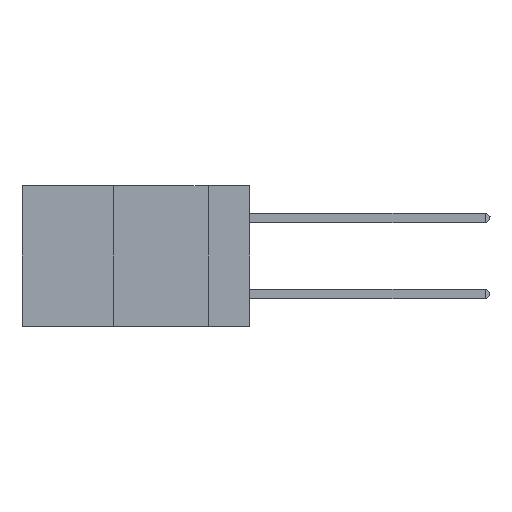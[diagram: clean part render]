
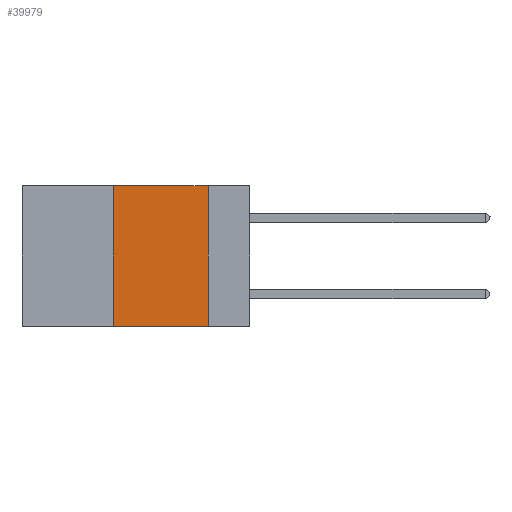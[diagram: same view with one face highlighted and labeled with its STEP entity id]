
A CAD part, left-side view. The second image highlights one B-rep face of the part: STEP entity #39979.
In plain terms, the highlighted planar face has unit normal (-1, 0, 0).
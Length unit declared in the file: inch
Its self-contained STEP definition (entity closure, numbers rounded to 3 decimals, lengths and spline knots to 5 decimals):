
#2077 = CARTESIAN_POINT ( 'NONE',  ( 0., 0.6, -0.37 ) ) ;
#2304 = DIRECTION ( 'NONE',  ( 0., 0., -1. ) ) ;
#5070 = CARTESIAN_POINT ( 'NONE',  ( 0., 0.6, 0. ) ) ;
#5962 = VECTOR ( 'NONE', #9514, 39.37008 ) ;
#6057 = LINE ( 'NONE', #30946, #10347 ) ;
#6707 = EDGE_CURVE ( 'NONE', #26926, #41341, #40580, .T. ) ;
#8411 = DIRECTION ( 'NONE',  ( 0., 0., -1. ) ) ;
#8706 = VECTOR ( 'NONE', #20804, 39.37008 ) ;
#8886 = EDGE_LOOP ( 'NONE', ( #22327, #36943, #12352, #19910 ) ) ;
#9514 = DIRECTION ( 'NONE',  ( 0., -1., 0. ) ) ;
#10347 = VECTOR ( 'NONE', #8411, 39.37008 ) ;
#12084 = FACE_OUTER_BOUND ( 'NONE', #8886, .T. ) ;
#12352 = ORIENTED_EDGE ( 'NONE', *, *, #6707, .F. ) ;
#12554 = CARTESIAN_POINT ( 'NONE',  ( 0., 0.36, -0.37 ) ) ;
#12596 = CARTESIAN_POINT ( 'NONE',  ( 0., 0.11, 0. ) ) ;
#15444 = EDGE_CURVE ( 'NONE', #41341, #37825, #19504, .T. ) ;
#17845 = VECTOR ( 'NONE', #21431, 39.37008 ) ;
#19504 = LINE ( 'NONE', #26094, #5962 ) ;
#19910 = ORIENTED_EDGE ( 'NONE', *, *, #39954, .T. ) ;
#20804 = DIRECTION ( 'NONE',  ( 0., 0., 1. ) ) ;
#20863 = CARTESIAN_POINT ( 'NONE',  ( 0., 0.36, 0. ) ) ;
#21431 = DIRECTION ( 'NONE',  ( 0., -1., 0. ) ) ;
#22327 = ORIENTED_EDGE ( 'NONE', *, *, #27249, .F. ) ;
#23249 = AXIS2_PLACEMENT_3D ( 'NONE', #5070, #24832, #2304 ) ;
#24832 = DIRECTION ( 'NONE',  ( 1., 0., 0. ) ) ;
#26094 = CARTESIAN_POINT ( 'NONE',  ( 0., 0.6, 0. ) ) ;
#26926 = VERTEX_POINT ( 'NONE', #12554 ) ;
#27249 = EDGE_CURVE ( 'NONE', #37825, #31774, #6057, .T. ) ;
#30946 = CARTESIAN_POINT ( 'NONE',  ( 0., 0.11, 0. ) ) ;
#31774 = VERTEX_POINT ( 'NONE', #37666 ) ;
#34615 = PLANE ( 'NONE',  #23249 ) ;
#36943 = ORIENTED_EDGE ( 'NONE', *, *, #15444, .F. ) ;
#37666 = CARTESIAN_POINT ( 'NONE',  ( 0., 0.11, -0.37 ) ) ;
#37825 = VERTEX_POINT ( 'NONE', #12596 ) ;
#39741 = CARTESIAN_POINT ( 'NONE',  ( 0., 0.36, 0. ) ) ;
#39954 = EDGE_CURVE ( 'NONE', #26926, #31774, #40578, .T. ) ;
#39979 = ADVANCED_FACE ( 'NONE', ( #12084 ), #34615, .F. ) ;
#40578 = LINE ( 'NONE', #2077, #17845 ) ;
#40580 = LINE ( 'NONE', #39741, #8706 ) ;
#41341 = VERTEX_POINT ( 'NONE', #20863 ) ;
